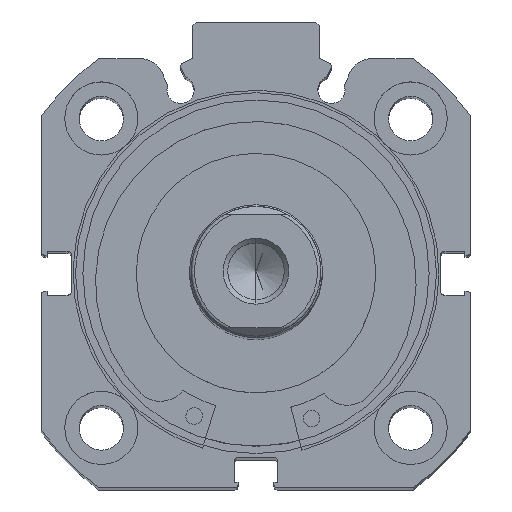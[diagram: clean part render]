
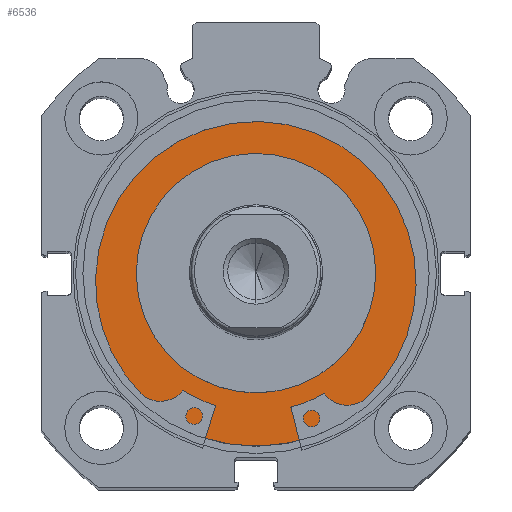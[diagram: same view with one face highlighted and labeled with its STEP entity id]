
A CAD part, top view. The second image highlights one B-rep face of the part: STEP entity #6536.
In plain terms, the highlighted face is planar.
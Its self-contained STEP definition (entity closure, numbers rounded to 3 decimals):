
#709 = EDGE_CURVE ( 'NONE', #6809, #7073, #4257, .T. ) ;
#710 = EDGE_CURVE ( 'NONE', #7108, #7016, #4258, .T. ) ;
#718 = EDGE_CURVE ( 'NONE', #7016, #7108, #4271, .T. ) ;
#724 = EDGE_CURVE ( 'NONE', #7073, #6809, #4278, .T. ) ;
#985 = AXIS2_PLACEMENT_3D ( 'NONE', #3857, #3858, #3859 ) ;
#986 = AXIS2_PLACEMENT_3D ( 'NONE', #3852, #3855, #3856 ) ;
#990 = AXIS2_PLACEMENT_3D ( 'NONE', #3893, #3894, #3895 ) ;
#992 = AXIS2_PLACEMENT_3D ( 'NONE', #3866, #3880, #3881 ) ;
#1109 = AXIS2_PLACEMENT_3D ( 'NONE', #5187, #5189, #5190 ) ;
#1920 = EDGE_LOOP ( 'NONE', ( #2775, #2789 ) ) ;
#2059 = EDGE_LOOP ( 'NONE', ( #2813, #2726 ) ) ;
#2726 = ORIENTED_EDGE ( 'NONE', *, *, #710, .F. ) ;
#2775 = ORIENTED_EDGE ( 'NONE', *, *, #724, .T. ) ;
#2789 = ORIENTED_EDGE ( 'NONE', *, *, #709, .T. ) ;
#2813 = ORIENTED_EDGE ( 'NONE', *, *, #718, .F. ) ;
#3852 = CARTESIAN_POINT ( 'NONE',  ( 3.5, 0., 0. ) ) ;
#3855 = DIRECTION ( 'NONE',  ( -1., 0., 0. ) ) ;
#3856 = DIRECTION ( 'NONE',  ( 0., 0., 1. ) ) ;
#3857 = CARTESIAN_POINT ( 'NONE',  ( 3.5, 0., 0. ) ) ;
#3858 = DIRECTION ( 'NONE',  ( -1., 0., 0. ) ) ;
#3859 = DIRECTION ( 'NONE',  ( 0., 0., 1. ) ) ;
#3866 = CARTESIAN_POINT ( 'NONE',  ( 3.5, 0., 0. ) ) ;
#3880 = DIRECTION ( 'NONE',  ( -1., 0., 0. ) ) ;
#3881 = DIRECTION ( 'NONE',  ( 0., 0., 1. ) ) ;
#3893 = CARTESIAN_POINT ( 'NONE',  ( 3.5, 0., 0. ) ) ;
#3894 = DIRECTION ( 'NONE',  ( -1., 0., 0. ) ) ;
#3895 = DIRECTION ( 'NONE',  ( 0., 0., 1. ) ) ;
#4257 = CIRCLE ( 'NONE', #986, 26. ) ;
#4258 = CIRCLE ( 'NONE', #985, 18. ) ;
#4271 = CIRCLE ( 'NONE', #992, 18. ) ;
#4278 = CIRCLE ( 'NONE', #990, 26. ) ;
#4505 = FACE_BOUND ( 'NONE', #2059, .T. ) ;
#4516 = FACE_OUTER_BOUND ( 'NONE', #1920, .T. ) ;
#5187 = CARTESIAN_POINT ( 'NONE',  ( 3.5, 26., 0. ) ) ;
#5188 = PLANE ( 'NONE',  #1109 ) ;
#5189 = DIRECTION ( 'NONE',  ( 1., 0., 0. ) ) ;
#5190 = DIRECTION ( 'NONE',  ( 0., 0., -1. ) ) ;
#5828 = CARTESIAN_POINT ( 'NONE',  ( 3.5, 0., -26. ) ) ;
#5977 = CARTESIAN_POINT ( 'NONE',  ( 3.5, 0., 18. ) ) ;
#6020 = CARTESIAN_POINT ( 'NONE',  ( 3.5, 0., 26. ) ) ;
#6051 = CARTESIAN_POINT ( 'NONE',  ( 3.5, 0., -18. ) ) ;
#6536 = ADVANCED_FACE ( 'NONE', ( #4505, #4516 ), #5188, .F. ) ;
#6809 = VERTEX_POINT ( 'NONE', #5828 ) ;
#7016 = VERTEX_POINT ( 'NONE', #5977 ) ;
#7073 = VERTEX_POINT ( 'NONE', #6020 ) ;
#7108 = VERTEX_POINT ( 'NONE', #6051 ) ;
